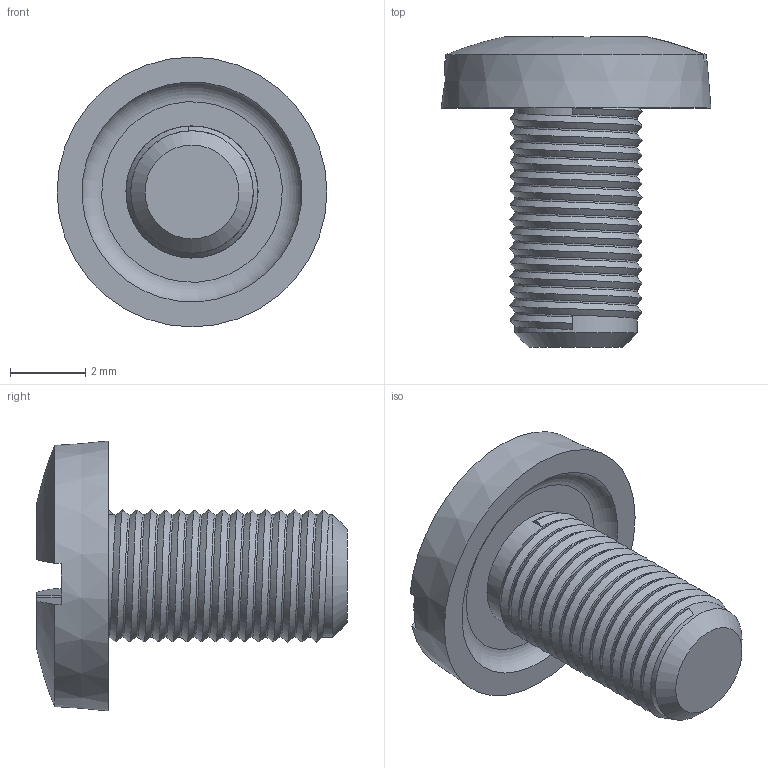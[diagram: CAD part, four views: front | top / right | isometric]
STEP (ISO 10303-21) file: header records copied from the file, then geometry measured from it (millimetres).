
FILE_DESCRIPTION(/* description */ (''),/* implementation_level */ '2;1');
FILE_NAME(/* name */ 'ScrewTerminalScrew.ipt.step',/* time_stamp */ '2017-01-04T15:02:30-08:00',/* author */ ('PhillipD'),/* organization */ (''),/* preprocessor_version */ 'ST-DEVELOPER v16.5',/* originating_system */ 'Autodesk Inventor 2017',/* authorisation */ '');
FILE_SCHEMA (('AUTOMOTIVE_DESIGN { 1 0 10303 214 3 1 1 }'));
Length unit declared in the file: millimetre
Products named in the file (1): ScrewTerminalScrew
Bounding box: 7.16 x 8.24 x 7.16 mm (x, y, z)
Volume: 105.9 mm3; surface area: 217.4 mm2
Topology: 1 solids, 1 shells, 51 faces, 141 edges, 94 vertices
Faces by surface type: plane 28, cylinder 15, bspline 4, cone 3, torus 1
Full cylindrical faces by diameter (mm): 3.251 x15
Entity records: 3053 total; most frequent: CARTESIAN_POINT 2143, DIRECTION 178, ORIENTED_EDGE 176, EDGE_CURVE 88, VERTEX_POINT 61, LINE 60, VECTOR 60, AXIS2_PLACEMENT_3D 59
